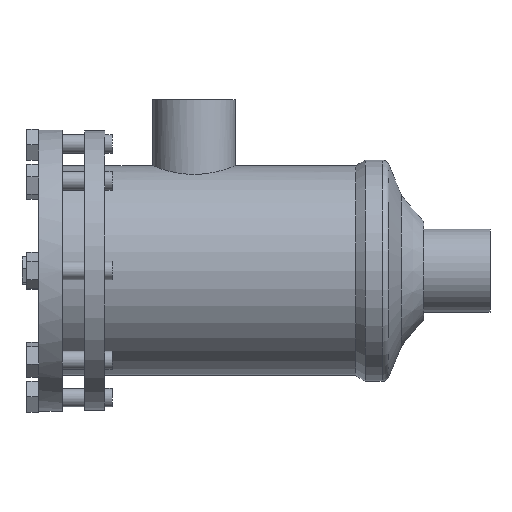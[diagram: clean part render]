
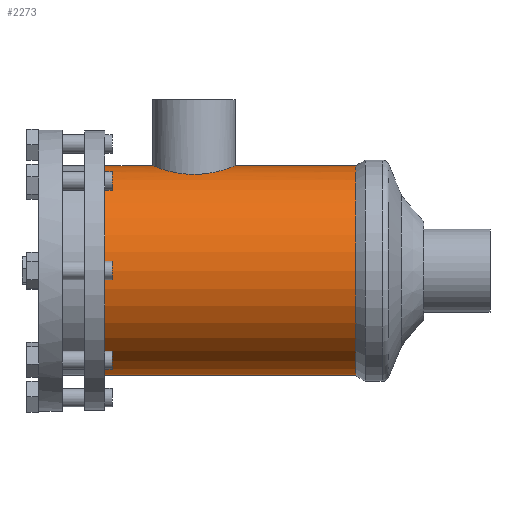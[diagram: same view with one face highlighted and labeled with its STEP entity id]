
A CAD part, top view. The second image highlights one B-rep face of the part: STEP entity #2273.
In plain terms, the highlighted cylindrical face has radius 57 mm (diameter 114 mm), a full revolution.
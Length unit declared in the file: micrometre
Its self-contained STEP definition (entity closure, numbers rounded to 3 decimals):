
#104=FACE_BOUND('',#298,.T.);
#144=B_SPLINE_CURVE_WITH_KNOTS('',3,(#3425,#3426,#3427,#3428,#3429,#3430,
#3431,#3432,#3433,#3434,#3435,#3436,#3437,#3438,#3439,#3440,#3441,#3442,
#3443,#3444,#3445,#3446,#3447,#3448,#3449,#3450,#3451,#3452,#3453,#3454,
#3455,#3456,#3457,#3458),.UNSPECIFIED.,.F.,.F.,(4,2,2,2,2,2,2,2,2,2,2,2,
2,2,2,2,4),(6.878,7.308,7.738,8.168,
8.598,9.028,9.457,9.887,10.317,
10.746,11.176,11.606,12.035,12.465,
12.895,13.326,13.756),.UNSPECIFIED.);
#145=B_SPLINE_CURVE_WITH_KNOTS('',3,(#3464,#3465,#3466,#3467,#3468,#3469,
#3470,#3471,#3472,#3473,#3474,#3475,#3476,#3477,#3478,#3479,#3480,#3481,
#3482,#3483,#3484,#3485,#3486,#3487,#3488,#3489,#3490,#3491,#3492,#3493,
#3494,#3495,#3496,#3497),.UNSPECIFIED.,.F.,.F.,(4,2,2,2,2,2,2,2,2,2,2,2,
2,2,2,2,4),(13.756,14.186,14.616,15.046,
15.476,15.906,16.335,16.765,17.195,
17.624,18.054,18.484,18.913,19.343,
19.773,20.203,20.633),.UNSPECIFIED.);
#176=FACE_OUTER_BOUND('',#297,.T.);
#297=EDGE_LOOP('',(#1734,#1735,#1736,#1737,#1738,#1739));
#298=EDGE_LOOP('',(#1740,#1741));
#451=LINE('',#3787,#659);
#659=VECTOR('',#2976,57000.);
#919=CIRCLE('',#2487,57000.);
#920=CIRCLE('',#2488,57000.);
#962=CIRCLE('',#2539,57000.);
#963=CIRCLE('',#2540,57000.);
#972=VERTEX_POINT('',#3423);
#973=VERTEX_POINT('',#3424);
#1050=VERTEX_POINT('',#3682);
#1051=VERTEX_POINT('',#3684);
#1091=VERTEX_POINT('',#3783);
#1092=VERTEX_POINT('',#3784);
#1211=EDGE_CURVE('',#972,#973,#144,.T.);
#1215=EDGE_CURVE('',#973,#972,#145,.T.);
#1308=EDGE_CURVE('',#1051,#1050,#919,.T.);
#1309=EDGE_CURVE('',#1050,#1051,#920,.T.);
#1358=EDGE_CURVE('',#1091,#1092,#962,.T.);
#1359=EDGE_CURVE('',#1092,#1091,#963,.T.);
#1360=EDGE_CURVE('',#1092,#1051,#451,.T.);
#1734=ORIENTED_EDGE('',*,*,#1358,.F.);
#1735=ORIENTED_EDGE('',*,*,#1359,.F.);
#1736=ORIENTED_EDGE('',*,*,#1360,.T.);
#1737=ORIENTED_EDGE('',*,*,#1308,.T.);
#1738=ORIENTED_EDGE('',*,*,#1309,.T.);
#1739=ORIENTED_EDGE('',*,*,#1360,.F.);
#1740=ORIENTED_EDGE('',*,*,#1211,.F.);
#1741=ORIENTED_EDGE('',*,*,#1215,.F.);
#2241=CYLINDRICAL_SURFACE('',#2538,57000.);
#2273=ADVANCED_FACE('',(#176,#104),#2241,.T.);
#2487=AXIS2_PLACEMENT_3D('',#3685,#2861,#2862);
#2488=AXIS2_PLACEMENT_3D('',#3686,#2863,#2864);
#2538=AXIS2_PLACEMENT_3D('',#3782,#2970,#2971);
#2539=AXIS2_PLACEMENT_3D('',#3785,#2972,#2973);
#2540=AXIS2_PLACEMENT_3D('',#3786,#2974,#2975);
#2861=DIRECTION('center_axis',(-1.,0.,0.));
#2862=DIRECTION('ref_axis',(0.,0.,1.));
#2863=DIRECTION('center_axis',(-1.,0.,0.));
#2864=DIRECTION('ref_axis',(0.,0.,1.));
#2970=DIRECTION('center_axis',(-1.,0.,0.));
#2971=DIRECTION('ref_axis',(0.,0.,1.));
#2972=DIRECTION('center_axis',(-1.,0.,0.));
#2973=DIRECTION('ref_axis',(0.,0.,1.));
#2974=DIRECTION('center_axis',(-1.,0.,0.));
#2975=DIRECTION('ref_axis',(0.,0.,1.));
#2976=DIRECTION('',(1.,0.,0.));
#3423=CARTESIAN_POINT('',(84500.,52349.761,-22550.));
#3424=CARTESIAN_POINT('',(84500.,52349.761,22550.));
#3425=CARTESIAN_POINT('Ctrl Pts',(84500.,52349.761,-22550.));
#3426=CARTESIAN_POINT('Ctrl Pts',(83066.43,52349.761,-22550.));
#3427=CARTESIAN_POINT('Ctrl Pts',(81589.718,52410.313,-22411.105));
#3428=CARTESIAN_POINT('Ctrl Pts',(78663.153,52653.964,-21832.513));
#3429=CARTESIAN_POINT('Ctrl Pts',(77213.238,52836.771,-21393.002));
#3430=CARTESIAN_POINT('Ctrl Pts',(74440.934,53289.888,-20237.903));
#3431=CARTESIAN_POINT('Ctrl Pts',(73116.04,53560.037,-19521.398));
#3432=CARTESIAN_POINT('Ctrl Pts',(70669.371,54132.885,-17871.576));
#3433=CARTESIAN_POINT('Ctrl Pts',(69547.576,54435.011,-16938.091));
#3434=CARTESIAN_POINT('Ctrl Pts',(67562.866,55013.305,-14953.382));
#3435=CARTESIAN_POINT('Ctrl Pts',(66629.503,55310.472,-13832.046));
#3436=CARTESIAN_POINT('Ctrl Pts',(64979.274,55865.485,-11385.14));
#3437=CARTESIAN_POINT('Ctrl Pts',(64262.281,56122.852,-10059.546));
#3438=CARTESIAN_POINT('Ctrl Pts',(63106.626,56549.851,-7285.829));
#3439=CARTESIAN_POINT('Ctrl Pts',(62667.046,56719.524,-5835.219));
#3440=CARTESIAN_POINT('Ctrl Pts',(62088.647,56944.669,-2908.421));
#3441=CARTESIAN_POINT('Ctrl Pts',(61950.,57000.,-1432.187));
#3442=CARTESIAN_POINT('Ctrl Pts',(61950.,57000.,1432.187));
#3443=CARTESIAN_POINT('Ctrl Pts',(62088.647,56944.669,2908.421));
#3444=CARTESIAN_POINT('Ctrl Pts',(62667.046,56719.524,5835.219));
#3445=CARTESIAN_POINT('Ctrl Pts',(63106.626,56549.851,7285.829));
#3446=CARTESIAN_POINT('Ctrl Pts',(64262.281,56122.852,10059.546));
#3447=CARTESIAN_POINT('Ctrl Pts',(64979.274,55865.485,11385.14));
#3448=CARTESIAN_POINT('Ctrl Pts',(66629.503,55310.472,13832.046));
#3449=CARTESIAN_POINT('Ctrl Pts',(67562.866,55013.305,14953.382));
#3450=CARTESIAN_POINT('Ctrl Pts',(69547.576,54435.011,16938.091));
#3451=CARTESIAN_POINT('Ctrl Pts',(70669.371,54132.885,17871.576));
#3452=CARTESIAN_POINT('Ctrl Pts',(73116.04,53560.037,19521.398));
#3453=CARTESIAN_POINT('Ctrl Pts',(74440.934,53289.888,20237.903));
#3454=CARTESIAN_POINT('Ctrl Pts',(77213.238,52836.771,21393.002));
#3455=CARTESIAN_POINT('Ctrl Pts',(78663.153,52653.964,21832.513));
#3456=CARTESIAN_POINT('Ctrl Pts',(81589.718,52410.313,22411.105));
#3457=CARTESIAN_POINT('Ctrl Pts',(83066.43,52349.761,22550.));
#3458=CARTESIAN_POINT('Ctrl Pts',(84500.,52349.761,22550.));
#3464=CARTESIAN_POINT('Ctrl Pts',(84500.,52349.761,22550.));
#3465=CARTESIAN_POINT('Ctrl Pts',(85933.57,52349.761,22550.));
#3466=CARTESIAN_POINT('Ctrl Pts',(87410.282,52410.313,22411.105));
#3467=CARTESIAN_POINT('Ctrl Pts',(90336.847,52653.964,21832.513));
#3468=CARTESIAN_POINT('Ctrl Pts',(91786.762,52836.771,21393.002));
#3469=CARTESIAN_POINT('Ctrl Pts',(94559.066,53289.888,20237.903));
#3470=CARTESIAN_POINT('Ctrl Pts',(95883.96,53560.037,19521.398));
#3471=CARTESIAN_POINT('Ctrl Pts',(98330.629,54132.885,17871.576));
#3472=CARTESIAN_POINT('Ctrl Pts',(99452.424,54435.011,16938.091));
#3473=CARTESIAN_POINT('Ctrl Pts',(101437.134,55013.305,14953.382));
#3474=CARTESIAN_POINT('Ctrl Pts',(102370.497,55310.472,13832.046));
#3475=CARTESIAN_POINT('Ctrl Pts',(104020.726,55865.485,11385.14));
#3476=CARTESIAN_POINT('Ctrl Pts',(104737.719,56122.852,10059.546));
#3477=CARTESIAN_POINT('Ctrl Pts',(105893.374,56549.851,7285.829));
#3478=CARTESIAN_POINT('Ctrl Pts',(106332.954,56719.524,5835.219));
#3479=CARTESIAN_POINT('Ctrl Pts',(106911.353,56944.669,2908.421));
#3480=CARTESIAN_POINT('Ctrl Pts',(107050.,57000.,1432.187));
#3481=CARTESIAN_POINT('Ctrl Pts',(107050.,57000.,-1432.187));
#3482=CARTESIAN_POINT('Ctrl Pts',(106911.353,56944.669,-2908.421));
#3483=CARTESIAN_POINT('Ctrl Pts',(106332.954,56719.524,-5835.219));
#3484=CARTESIAN_POINT('Ctrl Pts',(105893.374,56549.851,-7285.829));
#3485=CARTESIAN_POINT('Ctrl Pts',(104737.719,56122.852,-10059.546));
#3486=CARTESIAN_POINT('Ctrl Pts',(104020.726,55865.485,-11385.14));
#3487=CARTESIAN_POINT('Ctrl Pts',(102370.497,55310.472,-13832.046));
#3488=CARTESIAN_POINT('Ctrl Pts',(101437.134,55013.305,-14953.382));
#3489=CARTESIAN_POINT('Ctrl Pts',(99452.424,54435.011,-16938.091));
#3490=CARTESIAN_POINT('Ctrl Pts',(98330.629,54132.885,-17871.576));
#3491=CARTESIAN_POINT('Ctrl Pts',(95883.96,53560.037,-19521.398));
#3492=CARTESIAN_POINT('Ctrl Pts',(94559.066,53289.888,-20237.903));
#3493=CARTESIAN_POINT('Ctrl Pts',(91786.762,52836.771,-21393.002));
#3494=CARTESIAN_POINT('Ctrl Pts',(90336.847,52653.964,-21832.513));
#3495=CARTESIAN_POINT('Ctrl Pts',(87410.282,52410.313,-22411.105));
#3496=CARTESIAN_POINT('Ctrl Pts',(85933.57,52349.761,-22550.));
#3497=CARTESIAN_POINT('Ctrl Pts',(84500.,52349.761,-22550.));
#3682=CARTESIAN_POINT('',(172500.,0.,57000.));
#3684=CARTESIAN_POINT('',(172500.,0.,-57000.));
#3685=CARTESIAN_POINT('Origin',(172500.,0.,0.));
#3686=CARTESIAN_POINT('Origin',(172500.,0.,0.));
#3782=CARTESIAN_POINT('Origin',(0.,0.,0.));
#3783=CARTESIAN_POINT('',(36000.,0.,57000.));
#3784=CARTESIAN_POINT('',(36000.,0.,-57000.));
#3785=CARTESIAN_POINT('Origin',(36000.,0.,0.));
#3786=CARTESIAN_POINT('Origin',(36000.,0.,0.));
#3787=CARTESIAN_POINT('',(0.,0.,-57000.));
